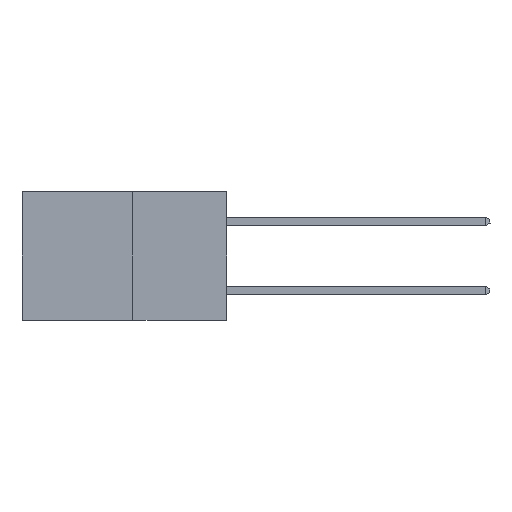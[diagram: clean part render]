
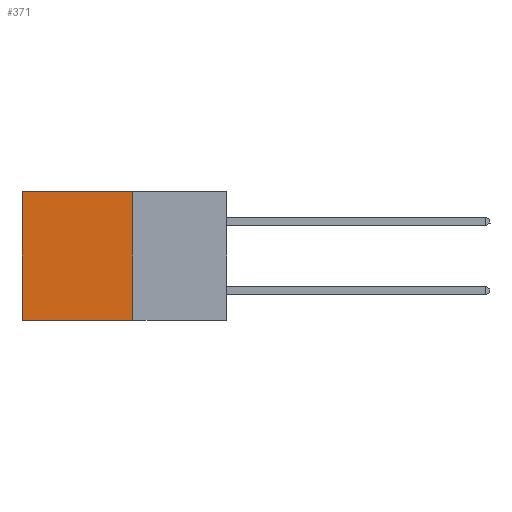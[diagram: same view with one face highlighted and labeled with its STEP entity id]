
A CAD part, left-side view. The second image highlights one B-rep face of the part: STEP entity #371.
In plain terms, the highlighted planar face has unit normal (-1, 0, 0).
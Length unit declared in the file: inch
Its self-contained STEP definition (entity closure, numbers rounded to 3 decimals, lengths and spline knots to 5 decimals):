
#11 = ORIENTED_EDGE ( 'NONE', *, *, #10653, .T. ) ;
#371 = ADVANCED_FACE ( 'NONE', ( #1055 ), #6822, .F. ) ;
#1055 = FACE_OUTER_BOUND ( 'NONE', #6528, .T. ) ;
#1093 = VECTOR ( 'NONE', #1994, 39.37008 ) ;
#1924 = CARTESIAN_POINT ( 'NONE',  ( 0.277, 0.27, -0.37 ) ) ;
#1994 = DIRECTION ( 'NONE',  ( 0., 1., 0. ) ) ;
#2111 = ORIENTED_EDGE ( 'NONE', *, *, #11491, .T. ) ;
#2304 = VERTEX_POINT ( 'NONE', #3803 ) ;
#2378 = ORIENTED_EDGE ( 'NONE', *, *, #5018, .F. ) ;
#2963 = VECTOR ( 'NONE', #4699, 39.37008 ) ;
#3803 = CARTESIAN_POINT ( 'NONE',  ( 0.277, 0.59, 0. ) ) ;
#3827 = CARTESIAN_POINT ( 'NONE',  ( 0.277, 0.27, -0.37 ) ) ;
#3836 = VERTEX_POINT ( 'NONE', #10404 ) ;
#3902 = VERTEX_POINT ( 'NONE', #9644 ) ;
#4699 = DIRECTION ( 'NONE',  ( 0., 0., -1. ) ) ;
#4869 = VECTOR ( 'NONE', #5238, 39.37008 ) ;
#5018 = EDGE_CURVE ( 'NONE', #11073, #3836, #10644, .T. ) ;
#5238 = DIRECTION ( 'NONE',  ( 0., 0., -1. ) ) ;
#5432 = LINE ( 'NONE', #7414, #2963 ) ;
#5730 = LINE ( 'NONE', #11258, #7845 ) ;
#6080 = ORIENTED_EDGE ( 'NONE', *, *, #7301, .F. ) ;
#6528 = EDGE_LOOP ( 'NONE', ( #2111, #2378, #6080, #11 ) ) ;
#6678 = DIRECTION ( 'NONE',  ( 0., 0., -1. ) ) ;
#6798 = CARTESIAN_POINT ( 'NONE',  ( 0.277, 0.27, -0.37 ) ) ;
#6822 = PLANE ( 'NONE',  #9255 ) ;
#6955 = DIRECTION ( 'NONE',  ( 0., 1., 0. ) ) ;
#7294 = LINE ( 'NONE', #7924, #4869 ) ;
#7301 = EDGE_CURVE ( 'NONE', #3902, #11073, #5432, .T. ) ;
#7414 = CARTESIAN_POINT ( 'NONE',  ( 0.277, 0.27, -0.37 ) ) ;
#7459 = DIRECTION ( 'NONE',  ( 1., 0., 0. ) ) ;
#7845 = VECTOR ( 'NONE', #6955, 39.37008 ) ;
#7924 = CARTESIAN_POINT ( 'NONE',  ( 0.277, 0.59, -0.37 ) ) ;
#9255 = AXIS2_PLACEMENT_3D ( 'NONE', #6798, #7459, #6678 ) ;
#9644 = CARTESIAN_POINT ( 'NONE',  ( 0.277, 0.27, 0. ) ) ;
#10404 = CARTESIAN_POINT ( 'NONE',  ( 0.277, 0.59, -0.37 ) ) ;
#10644 = LINE ( 'NONE', #1924, #1093 ) ;
#10653 = EDGE_CURVE ( 'NONE', #3902, #2304, #5730, .T. ) ;
#11073 = VERTEX_POINT ( 'NONE', #3827 ) ;
#11258 = CARTESIAN_POINT ( 'NONE',  ( 0.277, 0.27, 0. ) ) ;
#11491 = EDGE_CURVE ( 'NONE', #2304, #3836, #7294, .T. ) ;
